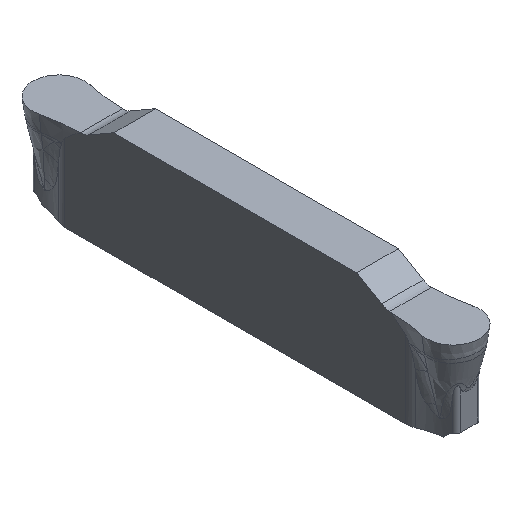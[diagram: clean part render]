
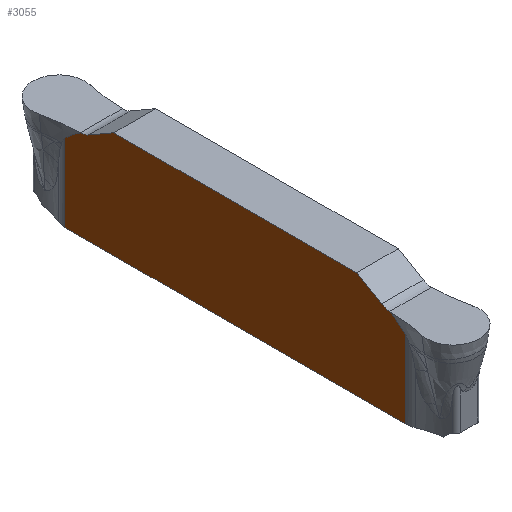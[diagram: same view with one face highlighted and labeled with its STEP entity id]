
A CAD part, isometric view. The second image highlights one B-rep face of the part: STEP entity #3055.
In plain terms, the highlighted planar face has unit normal (-1, 0, 0).
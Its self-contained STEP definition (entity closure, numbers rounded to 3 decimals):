
#194=DIRECTION('',(0.,1.,0.));
#195=VECTOR('',#194,16.325);
#196=CARTESIAN_POINT('',(-1.,2.337,-4.3));
#197=LINE('',#196,#195);
#201=DIRECTION('',(0.,0.,1.));
#202=VECTOR('',#201,3.704);
#203=CARTESIAN_POINT('',(-1.,18.663,-4.3));
#204=LINE('',#203,#202);
#208=DIRECTION('',(0.001,0.,1.));
#209=VECTOR('',#208,0.012);
#210=CARTESIAN_POINT('',(-1.,17.779,0.));
#211=LINE('',#210,#209);
#215=CARTESIAN_POINT('',(-1.,17.914,0.8));
#216=DIRECTION('',(-1.,0.,0.));
#217=DIRECTION('',(0.,-0.169,-0.986));
#218=AXIS2_PLACEMENT_3D('',#215,#216,#217);
#223=DIRECTION('',(0.,-0.866,0.5));
#224=VECTOR('',#223,1.386);
#225=CARTESIAN_POINT('',(-1.,17.514,0.107));
#226=LINE('',#225,#224);
#230=DIRECTION('',(0.,-1.,0.));
#231=VECTOR('',#230,11.629);
#232=CARTESIAN_POINT('',(-1.,16.314,0.8));
#233=LINE('',#232,#231);
#237=DIRECTION('',(0.,-0.866,-0.5));
#238=VECTOR('',#237,1.386);
#239=CARTESIAN_POINT('',(-1.,4.686,0.8));
#240=LINE('',#239,#238);
#244=CARTESIAN_POINT('',(-1.,3.086,0.8));
#245=DIRECTION('',(-1.,0.,0.));
#246=DIRECTION('',(0.,0.5,-0.866));
#247=AXIS2_PLACEMENT_3D('',#244,#245,#246);
#252=DIRECTION('',(-0.001,0.,-1.));
#253=VECTOR('',#252,0.012);
#254=CARTESIAN_POINT('',(-1.,3.221,0.012));
#255=LINE('',#254,#253);
#259=CARTESIAN_POINT('',(-1.,3.221,
0.));
#260=CARTESIAN_POINT('',(-1.,3.209,
0.));
#261=CARTESIAN_POINT('',(-1.,3.184,
-0.003));
#262=CARTESIAN_POINT('',(-1.,3.146,
-0.009));
#263=CARTESIAN_POINT('',(-1.,3.106,
-0.019));
#264=CARTESIAN_POINT('',(-1.,3.062,
-0.035));
#265=CARTESIAN_POINT('',(-1.,3.013,
-0.058));
#266=CARTESIAN_POINT('',(-1.,2.96,
-0.088));
#267=CARTESIAN_POINT('',(-1.,2.902,
-0.125));
#268=CARTESIAN_POINT('',(-1.,2.84,
-0.17));
#269=CARTESIAN_POINT('',(-1.,2.772,
-0.223));
#270=CARTESIAN_POINT('',(-1.,2.699,
-0.283));
#271=CARTESIAN_POINT('',(-1.,2.619,
-0.35));
#272=CARTESIAN_POINT('',(-1.,2.533,
-0.425));
#273=CARTESIAN_POINT('',(-1.,2.44,
-0.506));
#274=CARTESIAN_POINT('',(-1.,2.373,
-0.565));
#275=CARTESIAN_POINT('',(-1.,2.337,
-0.596));
#280=DIRECTION('',(0.,0.,-1.));
#281=VECTOR('',#280,3.704);
#282=CARTESIAN_POINT('',(-1.,2.337,
-0.596));
#283=LINE('',#282,#281);
#350=CARTESIAN_POINT('',(-1.,17.779,0.));
#351=CARTESIAN_POINT('',(-1.,17.791,
0.));
#352=CARTESIAN_POINT('',(-1.,17.816,
-0.003));
#353=CARTESIAN_POINT('',(-1.,17.854,
-0.009));
#354=CARTESIAN_POINT('',(-1.,17.894,
-0.019));
#355=CARTESIAN_POINT('',(-1.,17.938,
-0.035));
#356=CARTESIAN_POINT('',(-1.,17.987,
-0.058));
#357=CARTESIAN_POINT('',(-1.,18.04,
-0.088));
#358=CARTESIAN_POINT('',(-1.,18.098,
-0.125));
#359=CARTESIAN_POINT('',(-1.,18.16,
-0.17));
#360=CARTESIAN_POINT('',(-1.,18.228,
-0.223));
#361=CARTESIAN_POINT('',(-1.,18.301,
-0.283));
#362=CARTESIAN_POINT('',(-1.,18.381,
-0.35));
#363=CARTESIAN_POINT('',(-1.,18.467,
-0.425));
#364=CARTESIAN_POINT('',(-1.,18.56,
-0.506));
#365=CARTESIAN_POINT('',(-1.,18.627,
-0.565));
#366=CARTESIAN_POINT('',(-1.,18.663,
-0.596));
#2739=CARTESIAN_POINT('',(-1.,18.663,-4.3));
#2740=VERTEX_POINT('',#2739);
#2741=CARTESIAN_POINT('',(-1.,2.337,-4.3));
#2742=VERTEX_POINT('',#2741);
#2769=CARTESIAN_POINT('',(-1.,16.314,0.8));
#2770=CARTESIAN_POINT('',(-1.,4.686,0.8));
#2771=VERTEX_POINT('',#2769);
#2772=VERTEX_POINT('',#2770);
#2773=CARTESIAN_POINT('',(-1.,18.663,
-0.596));
#2774=VERTEX_POINT('',#2773);
#2775=VERTEX_POINT('',#350);
#2776=CARTESIAN_POINT('',(-1.,17.779,
0.012));
#2777=VERTEX_POINT('',#2776);
#2778=CARTESIAN_POINT('',(-1.,17.514,0.107));
#2779=VERTEX_POINT('',#2778);
#2780=CARTESIAN_POINT('',(-1.,3.486,0.107));
#2781=VERTEX_POINT('',#2780);
#2782=CARTESIAN_POINT('',(-1.,3.221,0.012));
#2783=VERTEX_POINT('',#2782);
#2784=CARTESIAN_POINT('',(-1.,3.221,
0.));
#2785=VERTEX_POINT('',#2784);
#2786=VERTEX_POINT('',#275);
#3026=CARTESIAN_POINT('',(-1.,10.5,-4.3));
#3027=DIRECTION('',(-1.,0.,0.));
#3028=DIRECTION('',(0.,-1.,0.));
#3029=AXIS2_PLACEMENT_3D('',#3026,#3027,#3028);
#3030=PLANE('',#3029);
#3031=ORIENTED_EDGE('',*,*,#2929,.T.);
#3033=ORIENTED_EDGE('',*,*,#3032,.T.);
#3035=ORIENTED_EDGE('',*,*,#3034,.F.);
#3037=ORIENTED_EDGE('',*,*,#3036,.T.);
#3039=ORIENTED_EDGE('',*,*,#3038,.T.);
#3041=ORIENTED_EDGE('',*,*,#3040,.T.);
#3042=ORIENTED_EDGE('',*,*,#3004,.T.);
#3044=ORIENTED_EDGE('',*,*,#3043,.T.);
#3046=ORIENTED_EDGE('',*,*,#3045,.T.);
#3048=ORIENTED_EDGE('',*,*,#3047,.T.);
#3050=ORIENTED_EDGE('',*,*,#3049,.T.);
#3052=ORIENTED_EDGE('',*,*,#3051,.T.);
#3053=EDGE_LOOP('',(#3031,#3033,#3035,#3037,#3039,#3041,#3042,#3044,#3046,#3048,
#3050,#3052));
#3054=FACE_OUTER_BOUND('',#3053,.F.);
#219=CIRCLE('',#218,0.8);
#248=CIRCLE('',#247,0.8);
#276=B_SPLINE_CURVE_WITH_KNOTS('',3,(#259,#260,#261,#262,#263,#264,#265,#266,
#267,#268,#269,#270,#271,#272,#273,#274,#275),.UNSPECIFIED.,.F.,.F.,(4,1,1,1,1,
1,1,1,1,1,1,1,1,1,4),(0.,0.071,0.143,
0.214,0.286,0.357,0.429,0.5,
0.571,0.643,0.714,0.786,
0.857,0.929,1.),.UNSPECIFIED.);
#367=B_SPLINE_CURVE_WITH_KNOTS('',3,(#350,#351,#352,#353,#354,#355,#356,#357,
#358,#359,#360,#361,#362,#363,#364,#365,#366),.UNSPECIFIED.,.F.,.F.,(4,1,1,1,1,
1,1,1,1,1,1,1,1,1,4),(0.,0.071,0.143,
0.214,0.286,0.357,0.429,0.5,
0.571,0.643,0.714,0.786,
0.857,0.929,1.),.UNSPECIFIED.);
#2929=EDGE_CURVE('',#2742,#2740,#197,.T.);
#3004=EDGE_CURVE('',#2771,#2772,#233,.T.);
#3032=EDGE_CURVE('',#2740,#2774,#204,.T.);
#3034=EDGE_CURVE('',#2775,#2774,#367,.T.);
#3036=EDGE_CURVE('',#2775,#2777,#211,.T.);
#3038=EDGE_CURVE('',#2777,#2779,#219,.T.);
#3040=EDGE_CURVE('',#2779,#2771,#226,.T.);
#3043=EDGE_CURVE('',#2772,#2781,#240,.T.);
#3045=EDGE_CURVE('',#2781,#2783,#248,.T.);
#3047=EDGE_CURVE('',#2783,#2785,#255,.T.);
#3049=EDGE_CURVE('',#2785,#2786,#276,.T.);
#3051=EDGE_CURVE('',#2786,#2742,#283,.T.);
#3055=ADVANCED_FACE('',(#3054),#3030,.T.);
